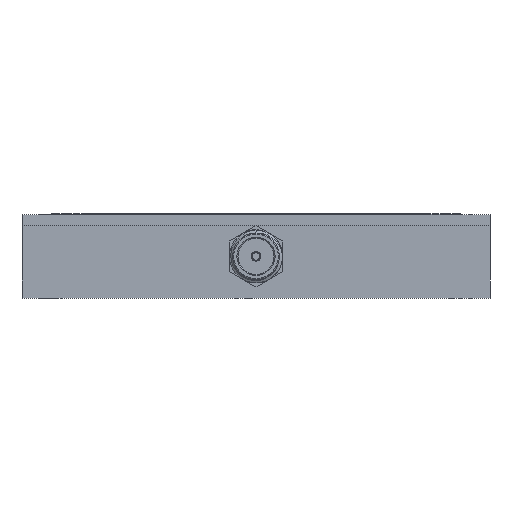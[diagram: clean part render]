
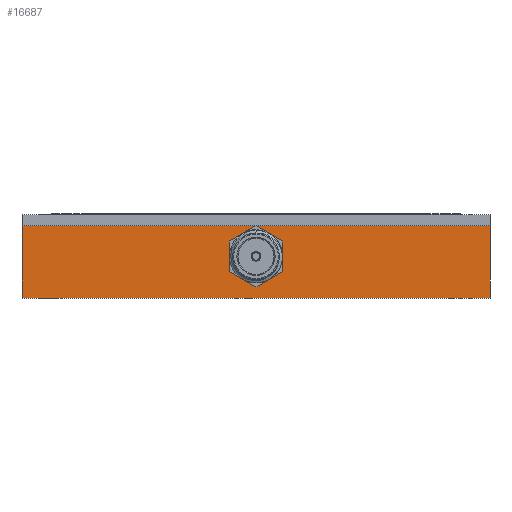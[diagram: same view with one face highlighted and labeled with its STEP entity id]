
A CAD part, left-side view. The second image highlights one B-rep face of the part: STEP entity #16687.
In plain terms, the highlighted planar face has unit normal (-1, 0, 0).
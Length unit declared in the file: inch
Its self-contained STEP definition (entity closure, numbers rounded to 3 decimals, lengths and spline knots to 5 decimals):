
#211 = VECTOR ( 'NONE', #18999, 39.37008 ) ;
#382 = ORIENTED_EDGE ( 'NONE', *, *, #5470, .T. ) ;
#600 = CARTESIAN_POINT ( 'NONE',  ( -1.49606, -1.10236, 0.19685 ) ) ;
#658 = VERTEX_POINT ( 'NONE', #15059 ) ;
#879 = LINE ( 'NONE', #10440, #5429 ) ;
#1015 = LINE ( 'NONE', #21098, #18819 ) ;
#1357 = DIRECTION ( 'NONE',  ( 0., 1., 0. ) ) ;
#1413 = ORIENTED_EDGE ( 'NONE', *, *, #15542, .F. ) ;
#1641 = CARTESIAN_POINT ( 'NONE',  ( -1.49606, -0.125, -0.07217 ) ) ;
#1699 = VERTEX_POINT ( 'NONE', #14984 ) ;
#1772 = VERTEX_POINT ( 'NONE', #1641 ) ;
#1843 = VECTOR ( 'NONE', #3796, 39.37008 ) ;
#2275 = ORIENTED_EDGE ( 'NONE', *, *, #17307, .F. ) ;
#2285 = CARTESIAN_POINT ( 'NONE',  ( -1.49606, 0.125, 0.07217 ) ) ;
#3186 = DIRECTION ( 'NONE',  ( 0., 0., -1. ) ) ;
#3796 = DIRECTION ( 'NONE',  ( 0., 0., -1. ) ) ;
#3822 = ORIENTED_EDGE ( 'NONE', *, *, #10155, .T. ) ;
#3893 = ORIENTED_EDGE ( 'NONE', *, *, #21788, .F. ) ;
#4044 = CARTESIAN_POINT ( 'NONE',  ( -1.49606, 1.10236, 0.14434 ) ) ;
#5429 = VECTOR ( 'NONE', #14356, 39.37008 ) ;
#5470 = EDGE_CURVE ( 'NONE', #1699, #8298, #13155, .T. ) ;
#5479 = VECTOR ( 'NONE', #8784, 39.37008 ) ;
#5856 = DIRECTION ( 'NONE',  ( 0., -0.866, -0.5 ) ) ;
#6348 = VERTEX_POINT ( 'NONE', #12792 ) ;
#6994 = VERTEX_POINT ( 'NONE', #12142 ) ;
#7221 = LINE ( 'NONE', #9553, #22071 ) ;
#7982 = EDGE_CURVE ( 'NONE', #1772, #11429, #9354, .T. ) ;
#8077 = DIRECTION ( 'NONE',  ( 1., 0., 0. ) ) ;
#8298 = VERTEX_POINT ( 'NONE', #20465 ) ;
#8784 = DIRECTION ( 'NONE',  ( 0., 0.866, 0.5 ) ) ;
#8799 = VECTOR ( 'NONE', #3186, 39.37008 ) ;
#9007 = ORIENTED_EDGE ( 'NONE', *, *, #19690, .F. ) ;
#9230 = ORIENTED_EDGE ( 'NONE', *, *, #14933, .T. ) ;
#9354 = LINE ( 'NONE', #13158, #22073 ) ;
#9379 = EDGE_CURVE ( 'NONE', #6994, #6348, #7221, .T. ) ;
#9553 = CARTESIAN_POINT ( 'NONE',  ( -1.49606, 0.125, -0.07217 ) ) ;
#9681 = LINE ( 'NONE', #13230, #1843 ) ;
#9922 = PLANE ( 'NONE',  #14040 ) ;
#10155 = EDGE_CURVE ( 'NONE', #17702, #10274, #10175, .T. ) ;
#10175 = LINE ( 'NONE', #10418, #8799 ) ;
#10274 = VERTEX_POINT ( 'NONE', #16406 ) ;
#10283 = FACE_OUTER_BOUND ( 'NONE', #16153, .T. ) ;
#10308 = VECTOR ( 'NONE', #24040, 39.37008 ) ;
#10418 = CARTESIAN_POINT ( 'NONE',  ( -1.49606, 1.10236, 0.19685 ) ) ;
#10440 = CARTESIAN_POINT ( 'NONE',  ( -1.49606, 0., -0.14434 ) ) ;
#10458 = VECTOR ( 'NONE', #11849, 39.37008 ) ;
#11429 = VERTEX_POINT ( 'NONE', #14843 ) ;
#11516 = EDGE_CURVE ( 'NONE', #10274, #658, #11665, .T. ) ;
#11665 = LINE ( 'NONE', #20589, #211 ) ;
#11849 = DIRECTION ( 'NONE',  ( 0., 0., -1. ) ) ;
#12142 = CARTESIAN_POINT ( 'NONE',  ( -1.49606, 0.125, -0.07217 ) ) ;
#12710 = LINE ( 'NONE', #24072, #5479 ) ;
#12792 = CARTESIAN_POINT ( 'NONE',  ( -1.49606, 0., -0.14434 ) ) ;
#13155 = LINE ( 'NONE', #14857, #10308 ) ;
#13158 = CARTESIAN_POINT ( 'NONE',  ( -1.49606, -0.125, -0.07217 ) ) ;
#13183 = VERTEX_POINT ( 'NONE', #19113 ) ;
#13230 = CARTESIAN_POINT ( 'NONE',  ( -1.49606, -1.10236, 0.19685 ) ) ;
#13676 = LINE ( 'NONE', #2285, #10458 ) ;
#14040 = AXIS2_PLACEMENT_3D ( 'NONE', #600, #8077, #15906 ) ;
#14356 = DIRECTION ( 'NONE',  ( 0., -0.866, 0.5 ) ) ;
#14843 = CARTESIAN_POINT ( 'NONE',  ( -1.49606, -0.125, 0.07217 ) ) ;
#14857 = CARTESIAN_POINT ( 'NONE',  ( -1.49606, -1.10236, 0.14434 ) ) ;
#14933 = EDGE_CURVE ( 'NONE', #8298, #17702, #17669, .T. ) ;
#14984 = CARTESIAN_POINT ( 'NONE',  ( -1.49606, -1.10236, 0.14434 ) ) ;
#15059 = CARTESIAN_POINT ( 'NONE',  ( -1.49606, -1.10236, -0.19685 ) ) ;
#15370 = EDGE_CURVE ( 'NONE', #13183, #6994, #13676, .T. ) ;
#15430 = ORIENTED_EDGE ( 'NONE', *, *, #11516, .T. ) ;
#15542 = EDGE_CURVE ( 'NONE', #1699, #658, #9681, .T. ) ;
#15906 = DIRECTION ( 'NONE',  ( 0., 1., 0. ) ) ;
#16153 = EDGE_LOOP ( 'NONE', ( #1413, #382, #9007, #19455, #2275, #22220, #20810, #3893, #9230, #3822, #15430 ) ) ;
#16406 = CARTESIAN_POINT ( 'NONE',  ( -1.49606, 1.10236, -0.19685 ) ) ;
#16685 = VECTOR ( 'NONE', #1357, 39.37008 ) ;
#16687 = ADVANCED_FACE ( 'NONE', ( #10283 ), #9922, .F. ) ;
#17307 = EDGE_CURVE ( 'NONE', #6348, #1772, #879, .T. ) ;
#17669 = LINE ( 'NONE', #20328, #16685 ) ;
#17702 = VERTEX_POINT ( 'NONE', #4044 ) ;
#18819 = VECTOR ( 'NONE', #19384, 39.37008 ) ;
#18999 = DIRECTION ( 'NONE',  ( 0., -1., 0. ) ) ;
#19113 = CARTESIAN_POINT ( 'NONE',  ( -1.49606, 0.125, 0.07217 ) ) ;
#19384 = DIRECTION ( 'NONE',  ( 0., 0.866, -0.5 ) ) ;
#19455 = ORIENTED_EDGE ( 'NONE', *, *, #7982, .F. ) ;
#19690 = EDGE_CURVE ( 'NONE', #11429, #8298, #12710, .T. ) ;
#20328 = CARTESIAN_POINT ( 'NONE',  ( -1.49606, -1.10236, 0.14434 ) ) ;
#20465 = CARTESIAN_POINT ( 'NONE',  ( -1.49606, 0., 0.14434 ) ) ;
#20589 = CARTESIAN_POINT ( 'NONE',  ( -1.49606, -1.10236, -0.19685 ) ) ;
#20810 = ORIENTED_EDGE ( 'NONE', *, *, #15370, .F. ) ;
#21098 = CARTESIAN_POINT ( 'NONE',  ( -1.49606, 0., 0.14434 ) ) ;
#21788 = EDGE_CURVE ( 'NONE', #8298, #13183, #1015, .T. ) ;
#22071 = VECTOR ( 'NONE', #5856, 39.37008 ) ;
#22073 = VECTOR ( 'NONE', #22684, 39.37008 ) ;
#22220 = ORIENTED_EDGE ( 'NONE', *, *, #9379, .F. ) ;
#22684 = DIRECTION ( 'NONE',  ( 0., 0., 1. ) ) ;
#24040 = DIRECTION ( 'NONE',  ( 0., 1., 0. ) ) ;
#24072 = CARTESIAN_POINT ( 'NONE',  ( -1.49606, -0.125, 0.07217 ) ) ;
